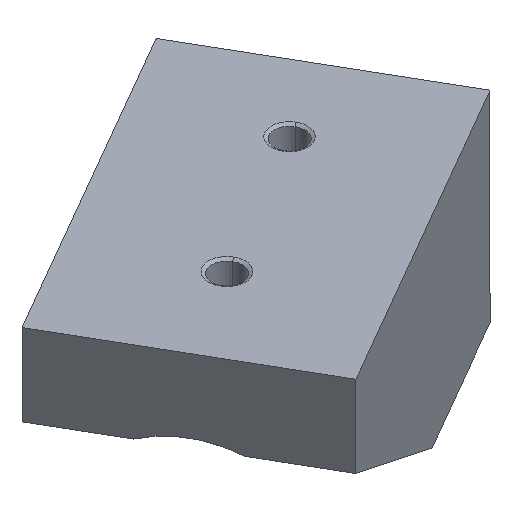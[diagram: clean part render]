
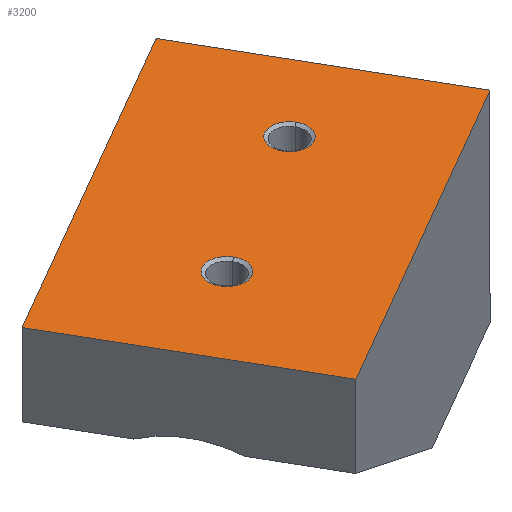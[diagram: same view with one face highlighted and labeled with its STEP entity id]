
A CAD part, isometric view. The second image highlights one B-rep face of the part: STEP entity #3200.
In plain terms, the highlighted face is planar.
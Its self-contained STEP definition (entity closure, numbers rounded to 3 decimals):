
#100=CARTESIAN_POINT('',(96.523,6.,32.566));
#110=VERTEX_POINT('',#100);
#160=CARTESIAN_POINT('',(66.645,6.,15.316));
#170=DIRECTION('',(0.866,0.,
0.5));
#180=VECTOR('',#170,1.);
#190=LINE('',#160,#180);
#200=CARTESIAN_POINT('',(70.543,6.,17.566));
#210=VERTEX_POINT('',#200);
#220=EDGE_CURVE('',#210,#110,#190,.T.);
#1150=CARTESIAN_POINT('',(60.543,6.,34.887));
#1160=VERTEX_POINT('',#1150);
#1190=CARTESIAN_POINT('',(56.645,6.,32.637));
#1200=DIRECTION('',(0.866,0.,
0.5));
#1210=VECTOR('',#1200,1.);
#1220=LINE('',#1190,#1210);
#1230=CARTESIAN_POINT('',(86.523,6.,49.887));
#1240=VERTEX_POINT('',#1230);
#1250=EDGE_CURVE('',#1160,#1240,#1220,.T.);
#2630=CARTESIAN_POINT('',(70.543,6.,
17.566));
#2640=DIRECTION('',(-0.5,0.,0.866));
#2650=VECTOR('',#2640,1.);
#2660=LINE('',#2630,#2650);
#2670=EDGE_CURVE('',#210,#1160,#2660,.T.);
#2740=CARTESIAN_POINT('',(96.956,6.,32.816));
#2750=DIRECTION('',(0.,-1.,0.));
#2760=DIRECTION('',(0.866,0.,
0.5));
#2770=AXIS2_PLACEMENT_3D('',#2740,#2750,#2760);
#2780=PLANE('',#2770);
#2790=CARTESIAN_POINT('',(72.904,6.,30.476));
#2800=DIRECTION('',(0.,1.,0.));
#2810=DIRECTION('',(-0.866,0.,
-0.5));
#2820=AXIS2_PLACEMENT_3D('',#2790,#2800,#2810);
#2830=CIRCLE('',#2820,1.5);
#2840=CARTESIAN_POINT('',(71.605,6.,29.726));
#2850=VERTEX_POINT('',#2840);
#2860=CARTESIAN_POINT('',(74.203,6.,
31.226));
#2870=VERTEX_POINT('',#2860);
#2880=EDGE_CURVE('',#2850,#2870,#2830,.T.);
#2890=ORIENTED_EDGE('',*,*,#2880,.F.);
#2900=EDGE_CURVE('',#2870,#2850,#2830,.T.);
#2910=ORIENTED_EDGE('',*,*,#2900,.F.);
#2920=EDGE_LOOP('',(#2910,#2890));
#2930=FACE_BOUND('',#2920,.T.);
#2940=CARTESIAN_POINT('',(85.028,6.,37.476));
#2950=DIRECTION('',(0.,1.,0.));
#2960=DIRECTION('',(-0.866,0.,
-0.5));
#2970=AXIS2_PLACEMENT_3D('',#2940,#2950,#2960);
#2980=CIRCLE('',#2970,1.5);
#2990=CARTESIAN_POINT('',(83.729,6.,36.726));
#3000=VERTEX_POINT('',#2990);
#3010=CARTESIAN_POINT('',(86.327,6.,38.226));
#3020=VERTEX_POINT('',#3010);
#3030=EDGE_CURVE('',#3000,#3020,#2980,.T.);
#3040=ORIENTED_EDGE('',*,*,#3030,.F.);
#3050=EDGE_CURVE('',#3020,#3000,#2980,.T.);
#3060=ORIENTED_EDGE('',*,*,#3050,.F.);
#3070=EDGE_LOOP('',(#3060,#3040));
#3080=FACE_BOUND('',#3070,.T.);
#3090=ORIENTED_EDGE('',*,*,#220,.F.);
#3100=CARTESIAN_POINT('',(96.523,6.,
32.566));
#3110=DIRECTION('',(-0.5,0.,0.866));
#3120=VECTOR('',#3110,1.);
#3130=LINE('',#3100,#3120);
#3140=EDGE_CURVE('',#110,#1240,#3130,.T.);
#3150=ORIENTED_EDGE('',*,*,#3140,.F.);
#3160=ORIENTED_EDGE('',*,*,#1250,.T.);
#3170=ORIENTED_EDGE('',*,*,#2670,.T.);
#3180=EDGE_LOOP('',(#3170,#3160,#3150,#3090));
#3190=FACE_OUTER_BOUND('',#3180,.T.);
#3200=ADVANCED_FACE('',(#2930,#3080,#3190),#2780,.F.);
